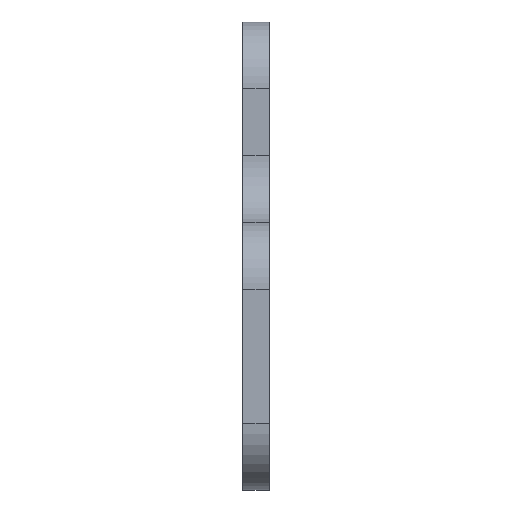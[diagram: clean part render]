
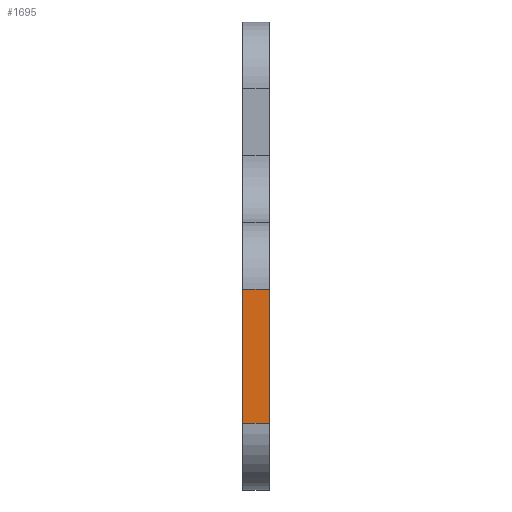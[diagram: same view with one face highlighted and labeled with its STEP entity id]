
A CAD part, front view. The second image highlights one B-rep face of the part: STEP entity #1695.
In plain terms, the highlighted free-form (B-spline) face has degree [1, 1] with [2, 2] control points.
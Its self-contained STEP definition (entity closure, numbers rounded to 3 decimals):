
#1087=CARTESIAN_POINT('',(0.0,-48.5,-5.0));
#1088=VERTEX_POINT('',#1087);
#1111=CARTESIAN_POINT('',(2.0,-48.5,-5.0));
#1112=VERTEX_POINT('',#1111);
#1126=CARTESIAN_POINT('',(2.0,-48.5,-5.0));
#1127=CARTESIAN_POINT('',(0.0,-48.5,-5.0));
#1128=QUASI_UNIFORM_CURVE('',1,(#1126,#1127),.UNSPECIFIED.,.F.,.U.);
#1129=EDGE_CURVE('',#1112,#1088,#1128,.T.);
#1637=CARTESIAN_POINT('',(0.0,-48.5,5.0));
#1638=VERTEX_POINT('',#1637);
#1652=CARTESIAN_POINT('',(2.0,-48.5,5.0));
#1653=VERTEX_POINT('',#1652);
#1654=CARTESIAN_POINT('',(2.0,-48.5,5.0));
#1655=CARTESIAN_POINT('',(0.0,-48.5,5.0));
#1656=QUASI_UNIFORM_CURVE('',1,(#1654,#1655),.UNSPECIFIED.,.F.,.U.);
#1657=EDGE_CURVE('',#1653,#1638,#1656,.T.);
#1676=CARTESIAN_POINT('',(-0.1,-48.5,5.499));
#1677=CARTESIAN_POINT('',(-0.1,-48.5,-5.5));
#1678=CARTESIAN_POINT('',(2.1,-48.5,5.499));
#1679=CARTESIAN_POINT('',(2.1,-48.5,-5.5));
#1680=B_SPLINE_SURFACE_WITH_KNOTS('',1,1,((#1676,#1678),(#1677,#1679)),.UNSPECIFIED.,.F.,.F.,.U.,(2,2),(2,2),(0.0,10.999),(0.0,2.2),.UNSPECIFIED.);
#1681=CARTESIAN_POINT('',(0.0,-48.5,-5.0));
#1682=CARTESIAN_POINT('',(0.0,-48.5,5.0));
#1683=QUASI_UNIFORM_CURVE('',1,(#1681,#1682),.UNSPECIFIED.,.F.,.U.);
#1684=EDGE_CURVE('',#1088,#1638,#1683,.T.);
#1685=ORIENTED_EDGE('',*,*,#1684,.F.);
#1686=ORIENTED_EDGE('',*,*,#1129,.F.);
#1687=CARTESIAN_POINT('',(2.0,-48.5,-5.0));
#1688=CARTESIAN_POINT('',(2.0,-48.5,5.0));
#1689=QUASI_UNIFORM_CURVE('',1,(#1687,#1688),.UNSPECIFIED.,.F.,.U.);
#1690=EDGE_CURVE('',#1112,#1653,#1689,.T.);
#1691=ORIENTED_EDGE('',*,*,#1690,.T.);
#1692=ORIENTED_EDGE('',*,*,#1657,.T.);
#1693=EDGE_LOOP('',(#1685,#1686,#1691,#1692));
#1694=FACE_OUTER_BOUND('',#1693,.T.);
#1695=ADVANCED_FACE('',(#1694),#1680,.T.);
